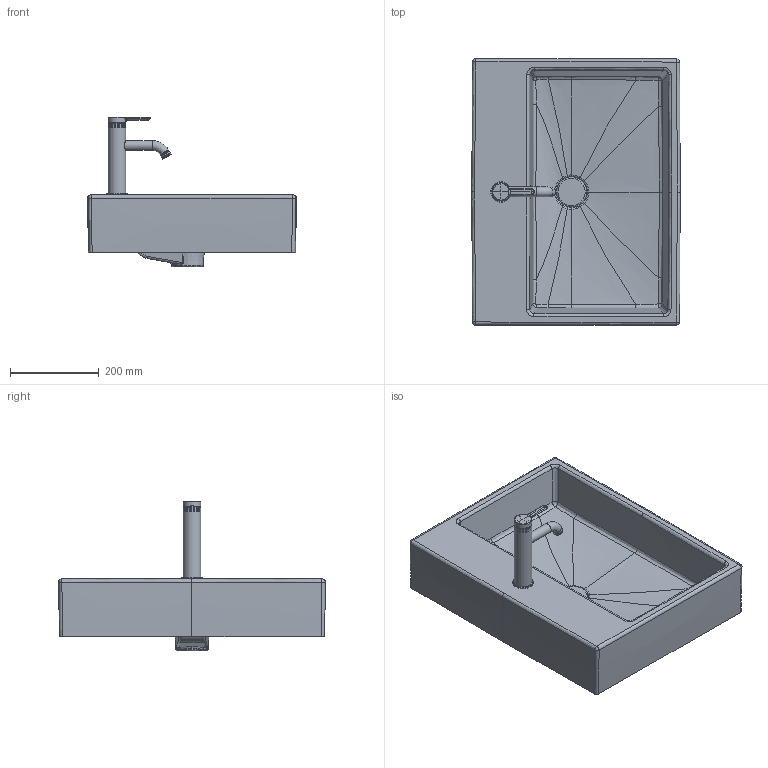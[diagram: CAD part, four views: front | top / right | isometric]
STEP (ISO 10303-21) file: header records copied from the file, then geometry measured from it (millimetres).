
FILE_DESCRIPTION((''),'2;1');
FILE_NAME('235260.stp','2017-07-06T14:54:31',('Administrator'),(''),'Autodesk Inventor 2011','Autodesk Inventor 2011','');
FILE_SCHEMA(('CONFIG_CONTROL_DESIGN'));
Length unit declared in the file: millimetre
Products named in the file (10): 235260; Kelch_Stopfen VERO AIR Bgr; Armatur C1 WT; 509115_ASM; 615832; 615833; 636748; 615729; 615737
Assembly tree (9 placements, depth 4):
  235260
    235260
    Kelch_Stopfen VERO AIR Bgr
    Armatur C1 WT
      509115_ASM
        615832
        615833
      636748
      615729
      615737
Bounding box: 469.93 x 600.21 x 337.45 mm (x, y, z)
Volume: 13457770.2 mm3; surface area: 1168129.2 mm2
Topology: 8 solids, 11 shells, 499 faces, 1160 edges, 690 vertices
Faces by surface type: bspline 244, cylinder 101, plane 95, sphere 24, cone 18, torus 17
Full cylindrical faces by diameter (mm): 6 x1, 16 x1, 16.5 x2, 17.3 x1, 17.55 x1, 18.5 x2, 18.75 x1, 22 x2, 25 x1, 27.189 x1, 30.452 x1, 34 x1, 34.5 x1, 35 x1, 35.4 x1, 35.5 x1, 36.324 x1, 36.9 x4, 37.3 x1, 37.6 x1, 40 x2, 42.5 x1, 42.668 x1, 45.096 x1, 46 x1, 67.165 x1
Entity records: 44964 total; most frequent: CARTESIAN_POINT 34407, ORIENTED_EDGE 2154, DIRECTION 1703, EDGE_CURVE 1077, AXIS2_PLACEMENT_3D 744, VERTEX_POINT 672, EDGE_LOOP 591, FACE_OUTER_BOUND 499
